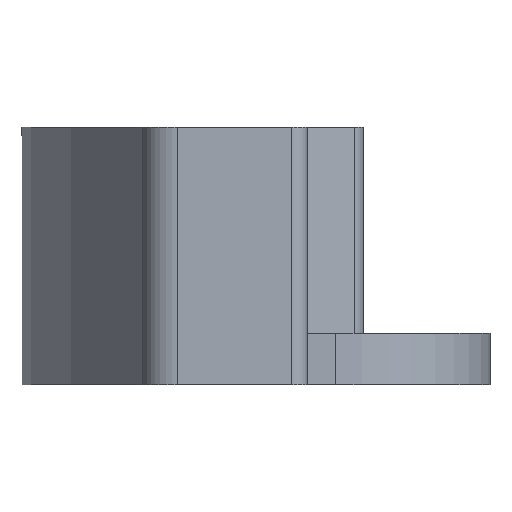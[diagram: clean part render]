
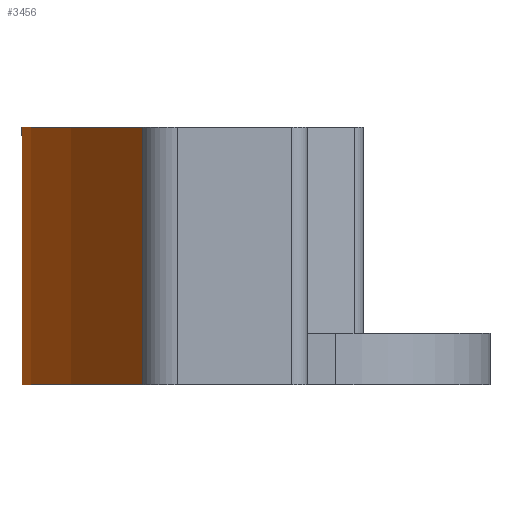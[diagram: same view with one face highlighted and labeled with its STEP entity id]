
A CAD part, left-side view. The second image highlights one B-rep face of the part: STEP entity #3456.
In plain terms, the highlighted cylindrical face has radius 70.2 mm (diameter 140.4 mm), a partial arc.
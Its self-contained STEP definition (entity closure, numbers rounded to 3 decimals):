
#236=CARTESIAN_POINT('',(0.,-67.052,0.));
#237=DIRECTION('',(0.,0.,-1.));
#238=DIRECTION('',(-0.257,0.966,0.));
#239=AXIS2_PLACEMENT_3D('',#236,#237,#238);
#649=CARTESIAN_POINT('',(0.,-67.052,5.));
#650=DIRECTION('',(0.,0.,1.));
#651=DIRECTION('',(0.113,0.994,0.));
#652=AXIS2_PLACEMENT_3D('',#649,#650,#651);
#1723=DIRECTION('',(0.,0.,-1.));
#1724=VECTOR('',#1723,5.);
#1725=CARTESIAN_POINT('',(7.918,2.7,5.));
#1726=LINE('',#1725,#1724);
#1730=DIRECTION('',(0.,0.,1.));
#1731=VECTOR('',#1730,5.);
#1732=CARTESIAN_POINT('',(-18.03,0.793,0.));
#1733=LINE('',#1732,#1731);
#2139=CARTESIAN_POINT('',(7.918,2.7,5.));
#2140=VERTEX_POINT('',#2139);
#2141=CARTESIAN_POINT('',(-18.03,0.793,5.));
#2142=VERTEX_POINT('',#2141);
#2229=CARTESIAN_POINT('',(-18.03,0.793,0.));
#2230=VERTEX_POINT('',#2229);
#2231=CARTESIAN_POINT('',(7.918,2.7,0.));
#2232=VERTEX_POINT('',#2231);
#3444=CARTESIAN_POINT('',(0.,-67.052,5.));
#3445=DIRECTION('',(0.,0.,-1.));
#3446=DIRECTION('',(0.113,0.994,0.));
#3447=AXIS2_PLACEMENT_3D('',#3444,#3445,#3446);
#3448=CYLINDRICAL_SURFACE('',#3447,70.2);
#3449=ORIENTED_EDGE('',*,*,#2363,.T.);
#3451=ORIENTED_EDGE('',*,*,#3450,.F.);
#3452=ORIENTED_EDGE('',*,*,#2524,.T.);
#3453=ORIENTED_EDGE('',*,*,#3437,.F.);
#3454=EDGE_LOOP('',(#3449,#3451,#3452,#3453));
#3455=FACE_OUTER_BOUND('',#3454,.F.);
#3456=ADVANCED_FACE('',(#3455),#3448,.T.);
#240=CIRCLE('',#239,70.2);
#653=CIRCLE('',#652,70.2);
#2363=EDGE_CURVE('',#2230,#2232,#240,.T.);
#2524=EDGE_CURVE('',#2140,#2142,#653,.T.);
#3437=EDGE_CURVE('',#2230,#2142,#1733,.T.);
#3450=EDGE_CURVE('',#2140,#2232,#1726,.T.);
